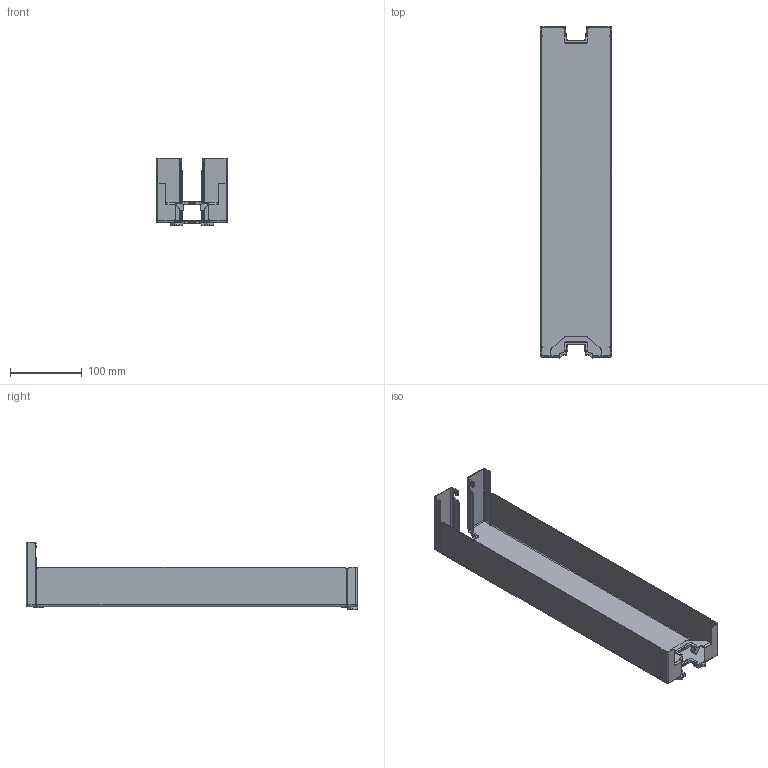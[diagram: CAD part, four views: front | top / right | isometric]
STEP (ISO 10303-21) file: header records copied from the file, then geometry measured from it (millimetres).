
FILE_DESCRIPTION(/* description */ (''),/* implementation_level */ '2;1');
FILE_NAME(/* name */ '3D_100-1247-XX_1.sat.ipt.stp',/* time_stamp */ '2022-05-16T13:43:08+02:00',/* author */ (''),/* organization */ (''),/* preprocessor_version */ 'ST-DEVELOPER v18.1',/* originating_system */ 'Autodesk Inventor 2021',/* authorisation */ '');
FILE_SCHEMA (('CONFIG_CONTROL_DESIGN'));
Length unit declared in the file: millimetre
Products named in the file (1): 3D_100-1247-XX_1.sat
Bounding box: 100 x 462.74 x 94.45 mm (x, y, z)
Volume: 134993.2 mm3; surface area: 215283.5 mm2
Topology: 1 solids, 1 shells, 854 faces, 2207 edges, 1367 vertices
Faces by surface type: plane 414, cylinder 322, torus 62, bspline 46, sphere 10
Entity records: 26854 total; most frequent: CARTESIAN_POINT 5707, DIRECTION 4522, ORIENTED_EDGE 4390, EDGE_CURVE 2195, AXIS2_PLACEMENT_3D 1569, LINE 1384, VECTOR 1384, VERTEX_POINT 1367
